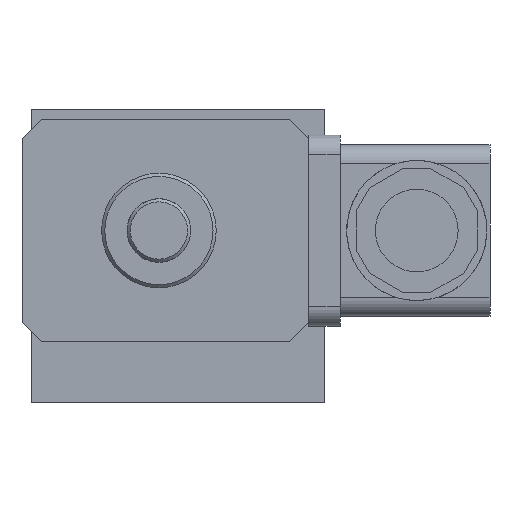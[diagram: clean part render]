
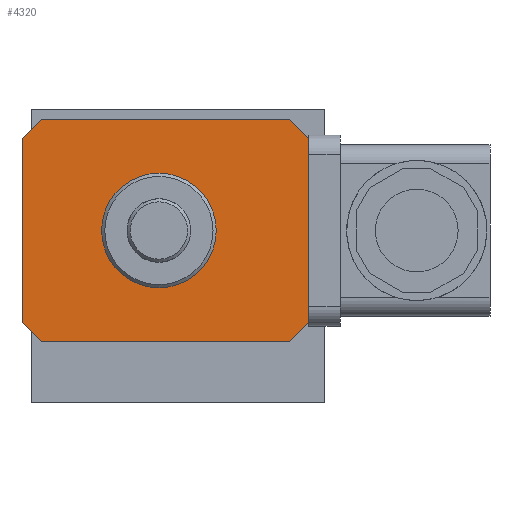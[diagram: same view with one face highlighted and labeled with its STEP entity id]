
A CAD part, left-side view. The second image highlights one B-rep face of the part: STEP entity #4320.
In plain terms, the highlighted planar face has unit normal (-1, 0, 0).
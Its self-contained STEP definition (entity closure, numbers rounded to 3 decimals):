
#703=FACE_OUTER_BOUND('',#1001,.T.);
#1001=EDGE_LOOP('',(#3718,#3719,#3720,#3721,#3722,#3723,#3724,#3725));
#1364=LINE('',#7141,#1756);
#1368=LINE('',#7149,#1760);
#1371=LINE('',#7155,#1763);
#1374=LINE('',#7161,#1766);
#1377=LINE('',#7167,#1769);
#1380=LINE('',#7173,#1772);
#1383=LINE('',#7179,#1775);
#1386=LINE('',#7184,#1778);
#1756=VECTOR('',#5274,29.);
#1760=VECTOR('',#5280,4.243);
#1763=VECTOR('',#5285,39.);
#1766=VECTOR('',#5290,4.243);
#1769=VECTOR('',#5295,29.);
#1772=VECTOR('',#5300,4.243);
#1775=VECTOR('',#5305,39.);
#1778=VECTOR('',#5310,4.243);
#2160=VERTEX_POINT('',#7139);
#2161=VERTEX_POINT('',#7140);
#2164=VERTEX_POINT('',#7148);
#2166=VERTEX_POINT('',#7154);
#2168=VERTEX_POINT('',#7160);
#2170=VERTEX_POINT('',#7166);
#2172=VERTEX_POINT('',#7172);
#2174=VERTEX_POINT('',#7178);
#2687=EDGE_CURVE('',#2160,#2161,#1364,.T.);
#2691=EDGE_CURVE('',#2161,#2164,#1368,.T.);
#2694=EDGE_CURVE('',#2164,#2166,#1371,.T.);
#2697=EDGE_CURVE('',#2166,#2168,#1374,.T.);
#2700=EDGE_CURVE('',#2168,#2170,#1377,.T.);
#2703=EDGE_CURVE('',#2170,#2172,#1380,.T.);
#2706=EDGE_CURVE('',#2172,#2174,#1383,.T.);
#2709=EDGE_CURVE('',#2174,#2160,#1386,.T.);
#3718=ORIENTED_EDGE('',*,*,#2687,.T.);
#3719=ORIENTED_EDGE('',*,*,#2691,.T.);
#3720=ORIENTED_EDGE('',*,*,#2694,.T.);
#3721=ORIENTED_EDGE('',*,*,#2697,.T.);
#3722=ORIENTED_EDGE('',*,*,#2700,.T.);
#3723=ORIENTED_EDGE('',*,*,#2703,.T.);
#3724=ORIENTED_EDGE('',*,*,#2706,.T.);
#3725=ORIENTED_EDGE('',*,*,#2709,.T.);
#4093=PLANE('',#4562);
#4320=ADVANCED_FACE('',(#703),#4093,.F.);
#4562=AXIS2_PLACEMENT_3D('',#7187,#5314,#5315);
#5274=DIRECTION('',(0.,0.,-1.));
#5280=DIRECTION('',(0.,-0.707,-0.707));
#5285=DIRECTION('',(0.,-1.,0.));
#5290=DIRECTION('',(0.,-0.707,0.707));
#5295=DIRECTION('',(0.,0.,1.));
#5300=DIRECTION('',(0.,0.707,0.707));
#5305=DIRECTION('',(0.,1.,0.));
#5310=DIRECTION('',(0.,0.707,-0.707));
#5314=DIRECTION('center_axis',(1.,0.,0.));
#5315=DIRECTION('ref_axis',(0.,0.,1.));
#7139=CARTESIAN_POINT('',(201.546,47.5,86.5));
#7140=CARTESIAN_POINT('',(201.546,47.5,57.5));
#7141=CARTESIAN_POINT('',(201.546,47.5,86.5));
#7148=CARTESIAN_POINT('',(201.546,44.5,54.5));
#7149=CARTESIAN_POINT('',(201.546,47.5,57.5));
#7154=CARTESIAN_POINT('',(201.546,5.5,54.5));
#7155=CARTESIAN_POINT('',(201.546,44.5,54.5));
#7160=CARTESIAN_POINT('',(201.546,2.5,57.5));
#7161=CARTESIAN_POINT('',(201.546,5.5,54.5));
#7166=CARTESIAN_POINT('',(201.546,2.5,86.5));
#7167=CARTESIAN_POINT('',(201.546,2.5,57.5));
#7172=CARTESIAN_POINT('',(201.546,5.5,89.5));
#7173=CARTESIAN_POINT('',(201.546,2.5,86.5));
#7178=CARTESIAN_POINT('',(201.546,44.5,89.5));
#7179=CARTESIAN_POINT('',(201.546,5.5,89.5));
#7184=CARTESIAN_POINT('',(201.546,44.5,89.5));
#7187=CARTESIAN_POINT('Origin',(201.546,25.,72.));
